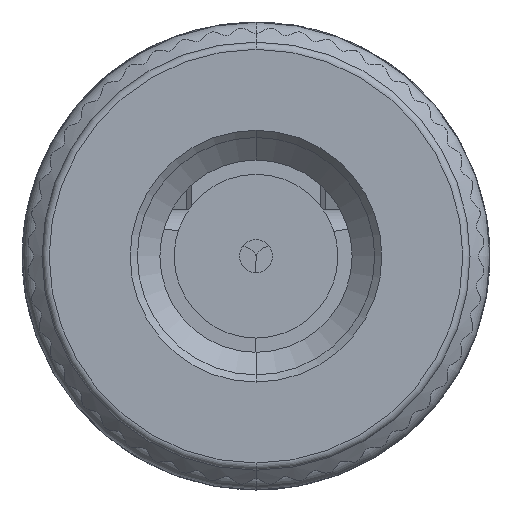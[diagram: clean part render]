
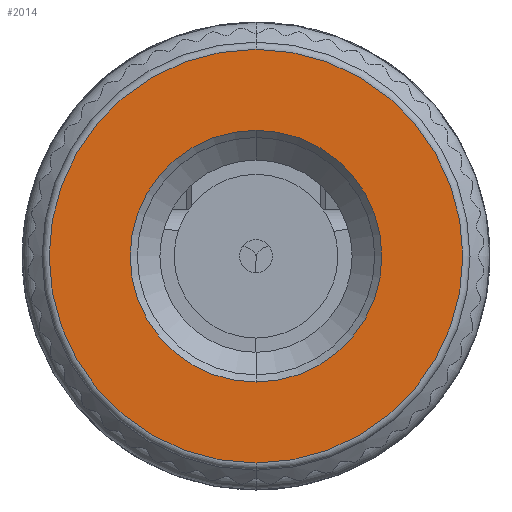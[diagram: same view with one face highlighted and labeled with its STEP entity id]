
A CAD part, front view. The second image highlights one B-rep face of the part: STEP entity #2014.
In plain terms, the highlighted planar face has unit normal (0, -1, 0).
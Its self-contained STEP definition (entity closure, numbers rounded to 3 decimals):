
#2014 = ADVANCED_FACE ( 'NONE', ( #4032, #5492 ), #11485, .T. ) ;
#2654 = DIRECTION ( 'NONE',  ( 0., 1., 0. ) ) ;
#2661 = CIRCLE ( 'NONE', #4159, 3.5 ) ;
#2823 = EDGE_CURVE ( 'NONE', #16050, #4862, #11427, .T. ) ;
#3695 = DIRECTION ( 'NONE',  ( 0., 0., 1. ) ) ;
#4032 = FACE_BOUND ( 'NONE', #16710, .T. ) ;
#4159 = AXIS2_PLACEMENT_3D ( 'NONE', #9632, #12304, #3695 ) ;
#4862 = VERTEX_POINT ( 'NONE', #17864 ) ;
#5492 = FACE_OUTER_BOUND ( 'NONE', #17918, .T. ) ;
#5899 = CARTESIAN_POINT ( 'NONE',  ( 0., -26.429, 0. ) ) ;
#6086 = DIRECTION ( 'NONE',  ( 0., 1., 0. ) ) ;
#7364 = DIRECTION ( 'NONE',  ( 0., 0., -1. ) ) ;
#7562 = CARTESIAN_POINT ( 'NONE',  ( 0., -26.429, 3.5 ) ) ;
#7755 = AXIS2_PLACEMENT_3D ( 'NONE', #14415, #10063, #7364 ) ;
#8064 = AXIS2_PLACEMENT_3D ( 'NONE', #18740, #2654, #15850 ) ;
#9281 = DIRECTION ( 'NONE',  ( 0., 1., 0. ) ) ;
#9444 = EDGE_CURVE ( 'NONE', #14981, #13579, #2661, .T. ) ;
#9632 = CARTESIAN_POINT ( 'NONE',  ( 0., -26.429, 0. ) ) ;
#9767 = CARTESIAN_POINT ( 'NONE',  ( 0., -26.429, -3.5 ) ) ;
#9768 = ORIENTED_EDGE ( 'NONE', *, *, #16617, .T. ) ;
#10063 = DIRECTION ( 'NONE',  ( 0., -1., 0. ) ) ;
#10324 = CARTESIAN_POINT ( 'NONE',  ( 0., -26.429, 0. ) ) ;
#10446 = CIRCLE ( 'NONE', #12877, 5.75 ) ;
#10604 = CIRCLE ( 'NONE', #13028, 3.5 ) ;
#11427 = CIRCLE ( 'NONE', #8064, 5.75 ) ;
#11485 = PLANE ( 'NONE',  #7755 ) ;
#12304 = DIRECTION ( 'NONE',  ( 0., 1., 0. ) ) ;
#12621 = ORIENTED_EDGE ( 'NONE', *, *, #2823, .F. ) ;
#12826 = CARTESIAN_POINT ( 'NONE',  ( 0., -26.429, -5.75 ) ) ;
#12877 = AXIS2_PLACEMENT_3D ( 'NONE', #10324, #9281, #15051 ) ;
#13028 = AXIS2_PLACEMENT_3D ( 'NONE', #5899, #6086, #14906 ) ;
#13193 = ORIENTED_EDGE ( 'NONE', *, *, #9444, .T. ) ;
#13579 = VERTEX_POINT ( 'NONE', #7562 ) ;
#14415 = CARTESIAN_POINT ( 'NONE',  ( -5.75, -26.429, 0. ) ) ;
#14906 = DIRECTION ( 'NONE',  ( 0., 0., 1. ) ) ;
#14981 = VERTEX_POINT ( 'NONE', #9767 ) ;
#15051 = DIRECTION ( 'NONE',  ( 0., 0., 1. ) ) ;
#15388 = EDGE_CURVE ( 'NONE', #4862, #16050, #10446, .T. ) ;
#15850 = DIRECTION ( 'NONE',  ( 0., 0., 1. ) ) ;
#16050 = VERTEX_POINT ( 'NONE', #12826 ) ;
#16617 = EDGE_CURVE ( 'NONE', #13579, #14981, #10604, .T. ) ;
#16710 = EDGE_LOOP ( 'NONE', ( #13193, #9768 ) ) ;
#17864 = CARTESIAN_POINT ( 'NONE',  ( 0., -26.429, 5.75 ) ) ;
#17918 = EDGE_LOOP ( 'NONE', ( #18616, #12621 ) ) ;
#18616 = ORIENTED_EDGE ( 'NONE', *, *, #15388, .F. ) ;
#18740 = CARTESIAN_POINT ( 'NONE',  ( 0., -26.429, 0. ) ) ;
